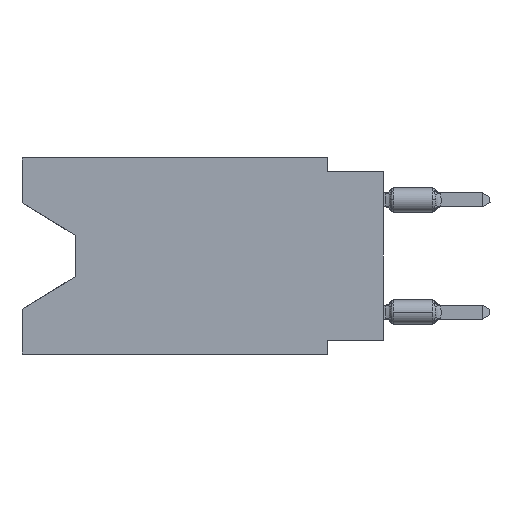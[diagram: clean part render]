
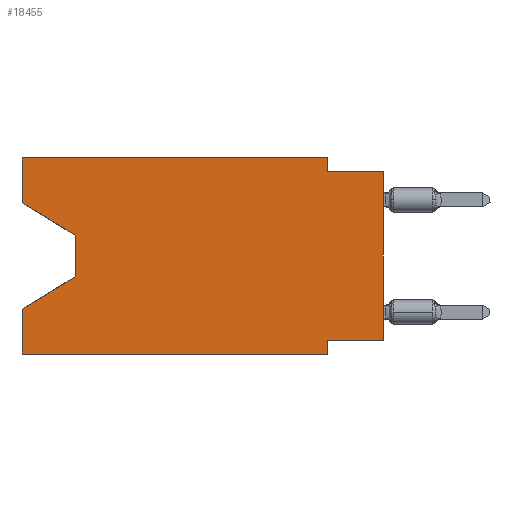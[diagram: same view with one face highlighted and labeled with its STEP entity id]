
A CAD part, left-side view. The second image highlights one B-rep face of the part: STEP entity #18455.
In plain terms, the highlighted planar face has unit normal (-1, 0, 0).
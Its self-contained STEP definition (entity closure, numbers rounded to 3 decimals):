
#467 = EDGE_CURVE ( 'NONE', #30762, #19207, #5754, .T. ) ;
#1642 = VECTOR ( 'NONE', #22707, 1000. ) ;
#1690 = CARTESIAN_POINT ( 'NONE',  ( 0., 13.97, -5.385 ) ) ;
#2436 = CARTESIAN_POINT ( 'NONE',  ( 0., 13.97, -5.385 ) ) ;
#2783 = LINE ( 'NONE', #24068, #27685 ) ;
#2804 = CARTESIAN_POINT ( 'NONE',  ( 0., 16.383, 0. ) ) ;
#2985 = EDGE_CURVE ( 'NONE', #32233, #4827, #28875, .T. ) ;
#3528 = VECTOR ( 'NONE', #31586, 1000. ) ;
#3685 = DIRECTION ( 'NONE',  ( 0., 0., -1. ) ) ;
#4122 = VERTEX_POINT ( 'NONE', #12312 ) ;
#4399 = LINE ( 'NONE', #2436, #5417 ) ;
#4814 = CARTESIAN_POINT ( 'NONE',  ( 0., 16.383, -8.89 ) ) ;
#4827 = VERTEX_POINT ( 'NONE', #24271 ) ;
#4893 = LINE ( 'NONE', #15538, #3528 ) ;
#5417 = VECTOR ( 'NONE', #33879, 1000. ) ;
#5423 = VERTEX_POINT ( 'NONE', #22659 ) ;
#5754 = LINE ( 'NONE', #2804, #23111 ) ;
#5955 = CARTESIAN_POINT ( 'NONE',  ( 0., 16.383, 0. ) ) ;
#6038 = CARTESIAN_POINT ( 'NONE',  ( 0., 16.383, -6.852 ) ) ;
#6327 = DIRECTION ( 'NONE',  ( 0., -1., 0. ) ) ;
#6878 = EDGE_CURVE ( 'NONE', #9878, #12972, #11998, .T. ) ;
#7027 = CARTESIAN_POINT ( 'NONE',  ( 0., 16.383, 0. ) ) ;
#7241 = VERTEX_POINT ( 'NONE', #29253 ) ;
#7745 = EDGE_CURVE ( 'NONE', #22439, #4122, #16813, .T. ) ;
#7821 = DIRECTION ( 'NONE',  ( 0., 0., -1. ) ) ;
#8355 = EDGE_CURVE ( 'NONE', #9878, #32233, #20093, .T. ) ;
#8576 = PLANE ( 'NONE',  #13736 ) ;
#8621 = CARTESIAN_POINT ( 'NONE',  ( 0., 16.383, -8.89 ) ) ;
#8829 = EDGE_CURVE ( 'NONE', #30762, #4827, #18579, .T. ) ;
#9416 = VECTOR ( 'NONE', #27448, 1000. ) ;
#9485 = EDGE_LOOP ( 'NONE', ( #14281, #26961, #18045, #13329, #14796, #12295, #22601, #14748, #32013, #28609, #10309, #26971 ) ) ;
#9878 = VERTEX_POINT ( 'NONE', #24588 ) ;
#9956 = CARTESIAN_POINT ( 'NONE',  ( 0., 0., -8.255 ) ) ;
#10309 = ORIENTED_EDGE ( 'NONE', *, *, #24354, .F. ) ;
#10953 = LINE ( 'NONE', #18302, #28535 ) ;
#11363 = DIRECTION ( 'NONE',  ( 1., 0., 0. ) ) ;
#11998 = LINE ( 'NONE', #17593, #13846 ) ;
#12295 = ORIENTED_EDGE ( 'NONE', *, *, #2985, .F. ) ;
#12312 = CARTESIAN_POINT ( 'NONE',  ( 0., 13.97, -3.505 ) ) ;
#12972 = VERTEX_POINT ( 'NONE', #19056 ) ;
#13265 = DIRECTION ( 'NONE',  ( 0., -1., 0. ) ) ;
#13329 = ORIENTED_EDGE ( 'NONE', *, *, #467, .F. ) ;
#13452 = DIRECTION ( 'NONE',  ( 0., 0., 1. ) ) ;
#13736 = AXIS2_PLACEMENT_3D ( 'NONE', #5955, #11363, #3685 ) ;
#13846 = VECTOR ( 'NONE', #33462, 1000. ) ;
#14175 = CARTESIAN_POINT ( 'NONE',  ( 0., 16.383, 0. ) ) ;
#14281 = ORIENTED_EDGE ( 'NONE', *, *, #7745, .T. ) ;
#14748 = ORIENTED_EDGE ( 'NONE', *, *, #6878, .T. ) ;
#14796 = ORIENTED_EDGE ( 'NONE', *, *, #8829, .T. ) ;
#15437 = DIRECTION ( 'NONE',  ( 0., 0., -1. ) ) ;
#15538 = CARTESIAN_POINT ( 'NONE',  ( 0., 13.97, -3.505 ) ) ;
#15929 = VECTOR ( 'NONE', #19242, 1000. ) ;
#16630 = LINE ( 'NONE', #14175, #15929 ) ;
#16741 = VERTEX_POINT ( 'NONE', #1690 ) ;
#16813 = LINE ( 'NONE', #33029, #9416 ) ;
#17405 = EDGE_CURVE ( 'NONE', #22439, #7241, #16630, .T. ) ;
#17593 = CARTESIAN_POINT ( 'NONE',  ( 0., 0., 0. ) ) ;
#18045 = ORIENTED_EDGE ( 'NONE', *, *, #29637, .T. ) ;
#18302 = CARTESIAN_POINT ( 'NONE',  ( 0., 2.54, 0. ) ) ;
#18455 = ADVANCED_FACE ( 'NONE', ( #24796 ), #8576, .F. ) ;
#18579 = LINE ( 'NONE', #8621, #21162 ) ;
#18819 = EDGE_CURVE ( 'NONE', #29938, #12972, #2783, .T. ) ;
#19056 = CARTESIAN_POINT ( 'NONE',  ( 0., 0., -0.635 ) ) ;
#19207 = VERTEX_POINT ( 'NONE', #6038 ) ;
#19242 = DIRECTION ( 'NONE',  ( 0., 0., 1. ) ) ;
#19374 = CARTESIAN_POINT ( 'NONE',  ( 0., 2.54, -0.635 ) ) ;
#19904 = VECTOR ( 'NONE', #15437, 1000. ) ;
#20093 = LINE ( 'NONE', #9956, #1642 ) ;
#21162 = VECTOR ( 'NONE', #29216, 1000. ) ;
#21590 = EDGE_CURVE ( 'NONE', #4122, #16741, #4893, .T. ) ;
#22439 = VERTEX_POINT ( 'NONE', #31169 ) ;
#22601 = ORIENTED_EDGE ( 'NONE', *, *, #8355, .F. ) ;
#22659 = CARTESIAN_POINT ( 'NONE',  ( 0., 2.54, 0. ) ) ;
#22707 = DIRECTION ( 'NONE',  ( 0., 1., 0. ) ) ;
#23111 = VECTOR ( 'NONE', #13452, 1000. ) ;
#24068 = CARTESIAN_POINT ( 'NONE',  ( 0., 0., -0.635 ) ) ;
#24271 = CARTESIAN_POINT ( 'NONE',  ( 0., 2.54, -8.89 ) ) ;
#24354 = EDGE_CURVE ( 'NONE', #7241, #5423, #25011, .T. ) ;
#24588 = CARTESIAN_POINT ( 'NONE',  ( 0., 0., -8.255 ) ) ;
#24796 = FACE_OUTER_BOUND ( 'NONE', #9485, .T. ) ;
#25011 = LINE ( 'NONE', #7027, #33215 ) ;
#26961 = ORIENTED_EDGE ( 'NONE', *, *, #21590, .T. ) ;
#26971 = ORIENTED_EDGE ( 'NONE', *, *, #17405, .F. ) ;
#27448 = DIRECTION ( 'NONE',  ( 0., -0.855, -0.519 ) ) ;
#27685 = VECTOR ( 'NONE', #13265, 1000. ) ;
#28535 = VECTOR ( 'NONE', #7821, 1000. ) ;
#28609 = ORIENTED_EDGE ( 'NONE', *, *, #34279, .F. ) ;
#28875 = LINE ( 'NONE', #33931, #19904 ) ;
#29216 = DIRECTION ( 'NONE',  ( 0., -1., 0. ) ) ;
#29253 = CARTESIAN_POINT ( 'NONE',  ( 0., 16.383, 0. ) ) ;
#29637 = EDGE_CURVE ( 'NONE', #16741, #19207, #4399, .T. ) ;
#29938 = VERTEX_POINT ( 'NONE', #19374 ) ;
#30762 = VERTEX_POINT ( 'NONE', #4814 ) ;
#31140 = CARTESIAN_POINT ( 'NONE',  ( 0., 2.54, -8.255 ) ) ;
#31169 = CARTESIAN_POINT ( 'NONE',  ( 0., 16.383, -2.038 ) ) ;
#31586 = DIRECTION ( 'NONE',  ( 0., 0., -1. ) ) ;
#32013 = ORIENTED_EDGE ( 'NONE', *, *, #18819, .F. ) ;
#32233 = VERTEX_POINT ( 'NONE', #31140 ) ;
#33029 = CARTESIAN_POINT ( 'NONE',  ( 0., 16.383, -2.038 ) ) ;
#33215 = VECTOR ( 'NONE', #6327, 1000. ) ;
#33462 = DIRECTION ( 'NONE',  ( 0., 0., 1. ) ) ;
#33879 = DIRECTION ( 'NONE',  ( 0., 0.855, -0.519 ) ) ;
#33931 = CARTESIAN_POINT ( 'NONE',  ( 0., 2.54, -8.89 ) ) ;
#34279 = EDGE_CURVE ( 'NONE', #5423, #29938, #10953, .T. ) ;
